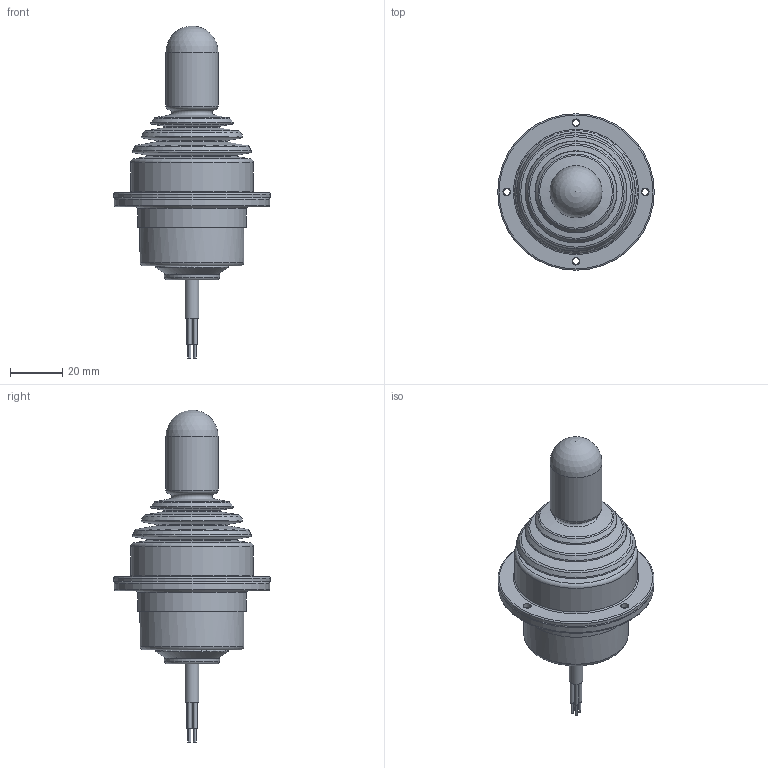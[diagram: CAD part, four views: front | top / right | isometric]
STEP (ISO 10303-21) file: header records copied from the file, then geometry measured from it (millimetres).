
FILE_DESCRIPTION(/* description */ ('','CAx-IF Rec.Pracs.---Representation and Presentation of Product Manufacturing Information (PMI)---3.8---2014-02-18'),/* implementation_level */ '2;1');
FILE_NAME(/* name */ '60-01278.stp',/* time_stamp */ '2020-11-05T13:04:19+01:00',/* author */ ('mk'),/* organization */ (''),/* preprocessor_version */ 'ST-DEVELOPER v16.5',/* originating_system */ 'Autodesk Inventor 2017',/* authorisation */ '');
FILE_SCHEMA (('AP242_MANAGED_MODEL_BASED_3D_ENGINEERING_MIM_LF { 1 0 10303 442 1 1 4 }'));
Length unit declared in the file: millimetre
Products named in the file (1): 60-01162
Bounding box: 60 x 60 x 127.3 mm (x, y, z)
Volume: 93333.7 mm3; surface area: 19906 mm2
Topology: 1 solids, 2 shells, 234 faces, 539 edges, 353 vertices
Faces by surface type: plane 103, cylinder 82, cone 23, torus 22, bspline 3, sphere 1
Full cylindrical faces by diameter (mm): 0.8 x4, 1.5 x4, 2.459 x4, 3 x4, 3.2 x8, 5.2 x1, 6 x1, 10.9 x1, 20 x1, 20.2 x1, 40 x1, 41.75 x1, 47 x1, 59.5 x1, 60 x1
Entity records: 6594 total; most frequent: CARTESIAN_POINT 1208, DIRECTION 1127, ORIENTED_EDGE 888, AXIS2_PLACEMENT_3D 460, EDGE_CURVE 444, EDGE_LOOP 362, VERTEX_POINT 332, FACE_OUTER_BOUND 234
